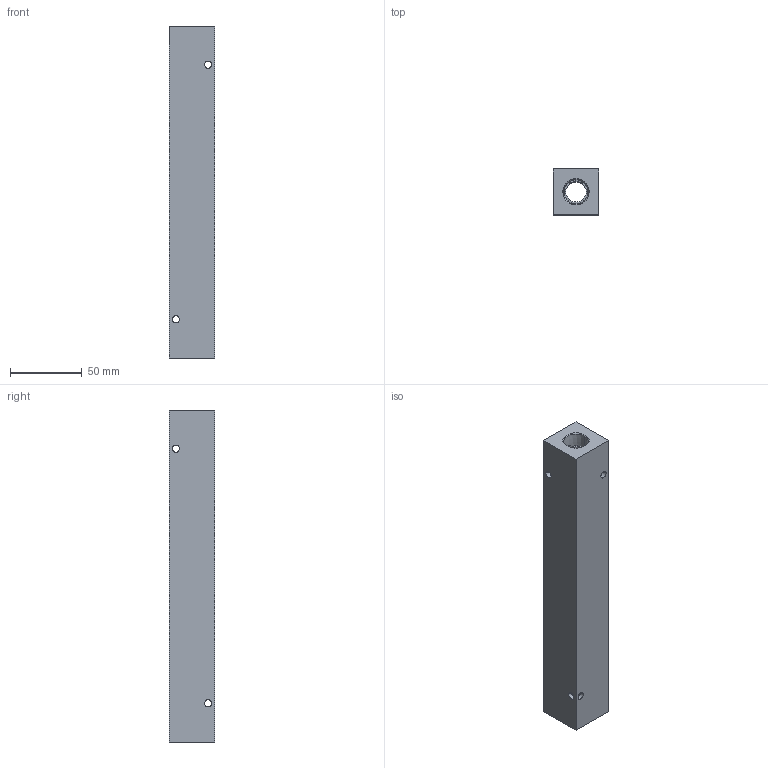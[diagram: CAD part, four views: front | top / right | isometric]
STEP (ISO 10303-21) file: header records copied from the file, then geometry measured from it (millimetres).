
FILE_DESCRIPTION (( 'STEP AP203' ), '1' );
FILE_NAME ('MRS-10DC.step', '2015-12-02T21:12:11', ( '' ), ( '' ), 'SwSTEP 2.0', 'SolidWorks 2015', '' );
FILE_SCHEMA (( 'CONFIG_CONTROL_DESIGN' ));
Length unit declared in the file: inch
Products named in the file (1): MRS-10DC
Bounding box: 31.75 x 31.75 x 231.78 mm (x, y, z)
Volume: 179344.6 mm3; surface area: 44791.2 mm2
Topology: 1 solids, 1 shells, 114 faces, 318 edges, 200 vertices
Faces by surface type: cone 48, cylinder 38, plane 28
Entity records: 4661 total; most frequent: CARTESIAN_POINT 1681, ORIENTED_EDGE 636, DIRECTION 580, EDGE_CURVE 318, AXIS2_PLACEMENT_3D 231, VERTEX_POINT 200, EDGE_LOOP 142, VECTOR 118
